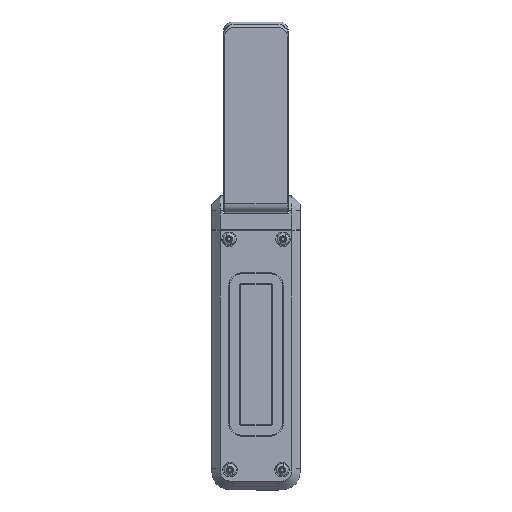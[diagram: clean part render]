
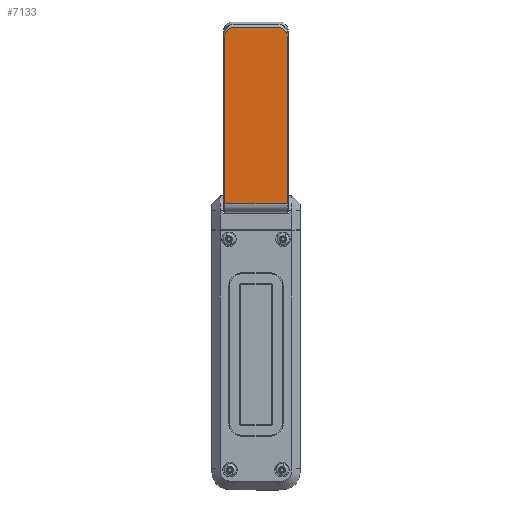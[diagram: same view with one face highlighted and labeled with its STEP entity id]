
A CAD part, front view. The second image highlights one B-rep face of the part: STEP entity #7133.
In plain terms, the highlighted planar face has unit normal (0, -1, 0).
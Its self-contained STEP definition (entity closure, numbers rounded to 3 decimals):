
#318 = CARTESIAN_POINT ( 'NONE',  ( 13.819, -0.6, 104.498 ) ) ;
#618 = CARTESIAN_POINT ( 'NONE',  ( -14.5, -0.6, 25. ) ) ;
#784 = B_SPLINE_CURVE_WITH_KNOTS ( 'NONE', 3,
 ( #32339, #8287, #27069, #10979, #29775, #13677, #32458, #16387, #318, #19101, #3032, #21837, #5722, #24513, #8410 ),
 .UNSPECIFIED., .F., .F.,
 ( 4, 1, 1, 1, 1, 1, 1, 1, 1, 1, 1, 1, 4 ),
 ( 0., 0., 0.001, 0.001, 0.002, 0.003, 0.003, 0.004, 0.005, 0.006, 0.006, 0.006, 0.007 ),
 .UNSPECIFIED. ) ;
#2477 = CARTESIAN_POINT ( 'NONE',  ( -14.152, -0.6, 103.812 ) ) ;
#3032 = CARTESIAN_POINT ( 'NONE',  ( 14.343, -0.6, 103.212 ) ) ;
#3708 = EDGE_CURVE ( 'NONE', #26288, #26108, #10944, .T. ) ;
#3826 = VECTOR ( 'NONE', #24824, 1000. ) ;
#4469 = VERTEX_POINT ( 'NONE', #11207 ) ;
#5032 = PLANE ( 'NONE',  #6731 ) ;
#5137 = ORIENTED_EDGE ( 'NONE', *, *, #9353, .T. ) ;
#5176 = CARTESIAN_POINT ( 'NONE',  ( -14.443, -0.6, 102.74 ) ) ;
#5308 = EDGE_CURVE ( 'NONE', #14357, #26108, #17030, .T. ) ;
#5722 = CARTESIAN_POINT ( 'NONE',  ( 14.499, -0.6, 102.247 ) ) ;
#5802 = EDGE_LOOP ( 'NONE', ( #9994, #11570, #19573, #5137, #17437, #23545 ) ) ;
#6546 = CARTESIAN_POINT ( 'NONE',  ( 14.5, -0.6, 25. ) ) ;
#6731 = AXIS2_PLACEMENT_3D ( 'NONE', #10506, #29295, #13210 ) ;
#7133 = ADVANCED_FACE ( 'NONE', ( #8396 ), #5032, .T. ) ;
#7369 = EDGE_CURVE ( 'NONE', #14357, #4469, #29785, .T. ) ;
#7389 = CARTESIAN_POINT ( 'NONE',  ( 10.5, -0.6, 106.482 ) ) ;
#7734 = CARTESIAN_POINT ( 'NONE',  ( -10.5, -0.6, 106.482 ) ) ;
#7851 = CARTESIAN_POINT ( 'NONE',  ( -14.5, -0.6, 101.907 ) ) ;
#8287 = CARTESIAN_POINT ( 'NONE',  ( 10.623, -0.6, 106.482 ) ) ;
#8396 = FACE_OUTER_BOUND ( 'NONE', #5802, .T. ) ;
#8410 = CARTESIAN_POINT ( 'NONE',  ( 14.5, -0.6, 101.732 ) ) ;
#9353 = EDGE_CURVE ( 'NONE', #9524, #26288, #30700, .T. ) ;
#9524 = VERTEX_POINT ( 'NONE', #16513 ) ;
#9907 = VECTOR ( 'NONE', #16310, 1000. ) ;
#9994 = ORIENTED_EDGE ( 'NONE', *, *, #7369, .T. ) ;
#10415 = CARTESIAN_POINT ( 'NONE',  ( -10.869, -0.6, 106.481 ) ) ;
#10506 = CARTESIAN_POINT ( 'NONE',  ( 15., -0.6, 0. ) ) ;
#10944 = LINE ( 'NONE', #618, #3826 ) ;
#10979 = CARTESIAN_POINT ( 'NONE',  ( 11.24, -0.6, 106.425 ) ) ;
#11207 = CARTESIAN_POINT ( 'NONE',  ( 14.5, -0.6, 101.732 ) ) ;
#11570 = ORIENTED_EDGE ( 'NONE', *, *, #13257, .F. ) ;
#11991 = CARTESIAN_POINT ( 'NONE',  ( -14.5, -0.6, 101.732 ) ) ;
#12869 = VECTOR ( 'NONE', #14672, 1000. ) ;
#13132 = CARTESIAN_POINT ( 'NONE',  ( -11.608, -0.6, 106.325 ) ) ;
#13210 = DIRECTION ( 'NONE',  ( 0., 0., -1. ) ) ;
#13257 = EDGE_CURVE ( 'NONE', #30110, #4469, #784, .T. ) ;
#13677 = CARTESIAN_POINT ( 'NONE',  ( 12.091, -0.6, 106.129 ) ) ;
#14357 = VERTEX_POINT ( 'NONE', #6546 ) ;
#14672 = DIRECTION ( 'NONE',  ( -1., 0., 0. ) ) ;
#15315 = EDGE_CURVE ( 'NONE', #30110, #9524, #20892, .T. ) ;
#15831 = CARTESIAN_POINT ( 'NONE',  ( -12.667, -0.6, 105.779 ) ) ;
#16310 = DIRECTION ( 'NONE',  ( -1., 0., 0. ) ) ;
#16387 = CARTESIAN_POINT ( 'NONE',  ( 13.292, -0.6, 105.206 ) ) ;
#16513 = CARTESIAN_POINT ( 'NONE',  ( -10.5, -0.6, 106.482 ) ) ;
#16825 = CARTESIAN_POINT ( 'NONE',  ( 14.5, -0.6, 0. ) ) ;
#17030 = LINE ( 'NONE', #29564, #9907 ) ;
#17437 = ORIENTED_EDGE ( 'NONE', *, *, #3708, .T. ) ;
#18541 = CARTESIAN_POINT ( 'NONE',  ( -13.819, -0.6, 104.498 ) ) ;
#19101 = CARTESIAN_POINT ( 'NONE',  ( 14.152, -0.6, 103.812 ) ) ;
#19573 = ORIENTED_EDGE ( 'NONE', *, *, #15315, .T. ) ;
#20892 = LINE ( 'NONE', #27591, #12869 ) ;
#21254 = CARTESIAN_POINT ( 'NONE',  ( -14.343, -0.6, 103.212 ) ) ;
#21452 = CARTESIAN_POINT ( 'NONE',  ( -14.5, -0.6, 25. ) ) ;
#21837 = CARTESIAN_POINT ( 'NONE',  ( 14.443, -0.6, 102.74 ) ) ;
#22676 = VECTOR ( 'NONE', #33029, 1000. ) ;
#23545 = ORIENTED_EDGE ( 'NONE', *, *, #5308, .F. ) ;
#23964 = CARTESIAN_POINT ( 'NONE',  ( -14.499, -0.6, 102.247 ) ) ;
#24513 = CARTESIAN_POINT ( 'NONE',  ( 14.5, -0.6, 101.907 ) ) ;
#24824 = DIRECTION ( 'NONE',  ( 0., 0., -1. ) ) ;
#26108 = VERTEX_POINT ( 'NONE', #21452 ) ;
#26288 = VERTEX_POINT ( 'NONE', #11991 ) ;
#26532 = CARTESIAN_POINT ( 'NONE',  ( -10.623, -0.6, 106.482 ) ) ;
#26639 = CARTESIAN_POINT ( 'NONE',  ( -14.5, -0.6, 101.732 ) ) ;
#27069 = CARTESIAN_POINT ( 'NONE',  ( 10.869, -0.6, 106.481 ) ) ;
#27591 = CARTESIAN_POINT ( 'NONE',  ( -10.5, -0.6, 106.482 ) ) ;
#29217 = CARTESIAN_POINT ( 'NONE',  ( -11.24, -0.6, 106.425 ) ) ;
#29295 = DIRECTION ( 'NONE',  ( 0., -1., 0. ) ) ;
#29564 = CARTESIAN_POINT ( 'NONE',  ( 30.592, -0.6, 25. ) ) ;
#29775 = CARTESIAN_POINT ( 'NONE',  ( 11.608, -0.6, 106.325 ) ) ;
#29785 = LINE ( 'NONE', #16825, #22676 ) ;
#30110 = VERTEX_POINT ( 'NONE', #7389 ) ;
#30700 = B_SPLINE_CURVE_WITH_KNOTS ( 'NONE', 3,
 ( #7734, #26532, #10415, #29217, #13132, #31903, #15831, #34640, #18541, #2477, #21254, #5176, #23964, #7851, #26639 ),
 .UNSPECIFIED., .F., .F.,
 ( 4, 1, 1, 1, 1, 1, 1, 1, 1, 1, 1, 1, 4 ),
 ( 0., 0., 0.001, 0.001, 0.002, 0.003, 0.003, 0.004, 0.005, 0.006, 0.006, 0.006, 0.007 ),
 .UNSPECIFIED. ) ;
#31903 = CARTESIAN_POINT ( 'NONE',  ( -12.091, -0.6, 106.129 ) ) ;
#32339 = CARTESIAN_POINT ( 'NONE',  ( 10.5, -0.6, 106.482 ) ) ;
#32458 = CARTESIAN_POINT ( 'NONE',  ( 12.667, -0.6, 105.779 ) ) ;
#33029 = DIRECTION ( 'NONE',  ( 0., 0., 1. ) ) ;
#34640 = CARTESIAN_POINT ( 'NONE',  ( -13.292, -0.6, 105.206 ) ) ;
